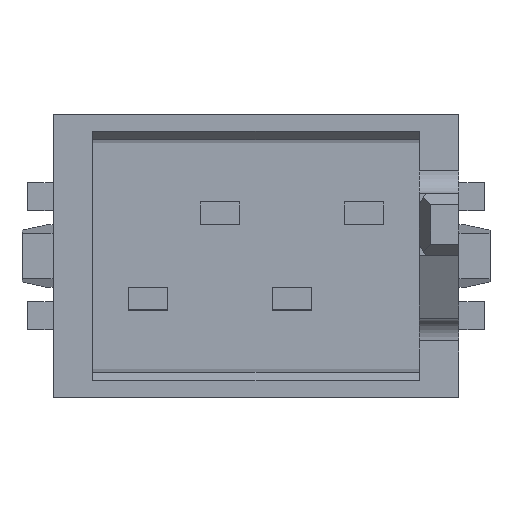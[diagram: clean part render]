
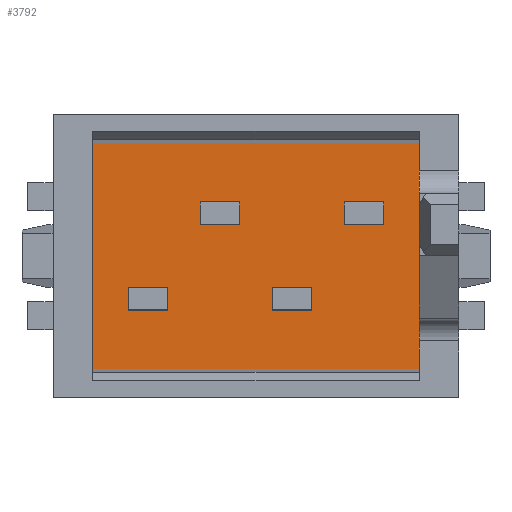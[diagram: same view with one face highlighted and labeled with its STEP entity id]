
A CAD part, top view. The second image highlights one B-rep face of the part: STEP entity #3792.
In plain terms, the highlighted planar face has unit normal (0, 0, 1).
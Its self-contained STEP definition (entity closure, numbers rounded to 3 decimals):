
#1014=DIRECTION('',(1.,0.,0.));
#1015=VECTOR('',#1014,5.76);
#1016=CARTESIAN_POINT('',(-2.88,-2.,-1.85));
#1017=LINE('',#1016,#1015);
#1018=DIRECTION('',(0.,-1.,0.));
#1019=VECTOR('',#1018,4.);
#1020=CARTESIAN_POINT('',(-2.88,2.,-1.85));
#1021=LINE('',#1020,#1019);
#1022=DIRECTION('',(1.,0.,0.));
#1023=VECTOR('',#1022,5.76);
#1024=CARTESIAN_POINT('',(-2.88,2.,-1.85));
#1025=LINE('',#1024,#1023);
#1026=DIRECTION('',(0.,1.,0.));
#1027=VECTOR('',#1026,4.);
#1028=CARTESIAN_POINT('',(2.88,-2.,-1.85));
#1029=LINE('',#1028,#1027);
#1030=DIRECTION('',(0.,-1.,0.));
#1031=VECTOR('',#1030,0.4);
#1032=CARTESIAN_POINT('',(1.555,0.953,-1.85));
#1033=LINE('',#1032,#1031);
#1034=DIRECTION('',(1.,0.,0.));
#1035=VECTOR('',#1034,0.7);
#1036=CARTESIAN_POINT('',(1.555,0.553,-1.85));
#1037=LINE('',#1036,#1035);
#1038=DIRECTION('',(0.,1.,0.));
#1039=VECTOR('',#1038,0.4);
#1040=CARTESIAN_POINT('',(2.255,0.553,-1.85));
#1041=LINE('',#1040,#1039);
#1042=DIRECTION('',(-1.,0.,0.));
#1043=VECTOR('',#1042,0.7);
#1044=CARTESIAN_POINT('',(2.255,0.953,-1.85));
#1045=LINE('',#1044,#1043);
#1046=DIRECTION('',(0.,-1.,0.));
#1047=VECTOR('',#1046,0.4);
#1048=CARTESIAN_POINT('',(0.285,-0.553,-1.85));
#1049=LINE('',#1048,#1047);
#1050=DIRECTION('',(1.,0.,0.));
#1051=VECTOR('',#1050,0.7);
#1052=CARTESIAN_POINT('',(0.285,-0.953,-1.85));
#1053=LINE('',#1052,#1051);
#1054=DIRECTION('',(0.,1.,0.));
#1055=VECTOR('',#1054,0.4);
#1056=CARTESIAN_POINT('',(0.985,-0.953,-1.85));
#1057=LINE('',#1056,#1055);
#1058=DIRECTION('',(-1.,0.,0.));
#1059=VECTOR('',#1058,0.7);
#1060=CARTESIAN_POINT('',(0.985,-0.553,-1.85));
#1061=LINE('',#1060,#1059);
#1062=DIRECTION('',(0.,-1.,0.));
#1063=VECTOR('',#1062,0.4);
#1064=CARTESIAN_POINT('',(-0.985,0.953,-1.85));
#1065=LINE('',#1064,#1063);
#1066=DIRECTION('',(1.,0.,0.));
#1067=VECTOR('',#1066,0.7);
#1068=CARTESIAN_POINT('',(-0.985,0.553,-1.85));
#1069=LINE('',#1068,#1067);
#1070=DIRECTION('',(0.,1.,0.));
#1071=VECTOR('',#1070,0.4);
#1072=CARTESIAN_POINT('',(-0.285,0.553,-1.85));
#1073=LINE('',#1072,#1071);
#1074=DIRECTION('',(-1.,0.,0.));
#1075=VECTOR('',#1074,0.7);
#1076=CARTESIAN_POINT('',(-0.285,0.953,-1.85));
#1077=LINE('',#1076,#1075);
#1078=DIRECTION('',(-1.,0.,0.));
#1079=VECTOR('',#1078,0.7);
#1080=CARTESIAN_POINT('',(-1.555,-0.553,-1.85));
#1081=LINE('',#1080,#1079);
#1082=DIRECTION('',(0.,-1.,0.));
#1083=VECTOR('',#1082,0.4);
#1084=CARTESIAN_POINT('',(-2.255,-0.553,-1.85));
#1085=LINE('',#1084,#1083);
#1086=DIRECTION('',(1.,0.,0.));
#1087=VECTOR('',#1086,0.7);
#1088=CARTESIAN_POINT('',(-2.255,-0.953,-1.85));
#1089=LINE('',#1088,#1087);
#1090=DIRECTION('',(0.,1.,0.));
#1091=VECTOR('',#1090,0.4);
#1092=CARTESIAN_POINT('',(-1.555,-0.953,-1.85));
#1093=LINE('',#1092,#1091);
#2296=CARTESIAN_POINT('',(1.555,0.953,-1.85));
#2297=CARTESIAN_POINT('',(1.555,0.553,-1.85));
#2298=VERTEX_POINT('',#2296);
#2299=VERTEX_POINT('',#2297);
#2300=CARTESIAN_POINT('',(2.255,0.553,-1.85));
#2301=CARTESIAN_POINT('',(2.255,0.953,-1.85));
#2302=VERTEX_POINT('',#2300);
#2303=VERTEX_POINT('',#2301);
#2312=CARTESIAN_POINT('',(0.285,-0.553,-1.85));
#2313=CARTESIAN_POINT('',(0.285,-0.953,-1.85));
#2314=VERTEX_POINT('',#2312);
#2315=VERTEX_POINT('',#2313);
#2316=CARTESIAN_POINT('',(0.985,-0.953,-1.85));
#2317=VERTEX_POINT('',#2316);
#2318=CARTESIAN_POINT('',(0.985,-0.553,-1.85));
#2319=VERTEX_POINT('',#2318);
#2472=CARTESIAN_POINT('',(-0.985,0.953,-1.85));
#2473=VERTEX_POINT('',#2472);
#2474=CARTESIAN_POINT('',(-0.285,0.953,-1.85));
#2475=VERTEX_POINT('',#2474);
#2476=CARTESIAN_POINT('',(-0.985,0.553,-1.85));
#2477=VERTEX_POINT('',#2476);
#2478=CARTESIAN_POINT('',(-0.285,0.553,-1.85));
#2479=VERTEX_POINT('',#2478);
#2544=CARTESIAN_POINT('',(-2.255,-0.953,-1.85));
#2545=VERTEX_POINT('',#2544);
#2546=CARTESIAN_POINT('',(-1.555,-0.953,-1.85));
#2547=VERTEX_POINT('',#2546);
#2548=CARTESIAN_POINT('',(-1.555,-0.553,-1.85));
#2549=VERTEX_POINT('',#2548);
#2550=CARTESIAN_POINT('',(-2.255,-0.553,-1.85));
#2551=VERTEX_POINT('',#2550);
#2552=CARTESIAN_POINT('',(-2.88,-2.,-1.85));
#2553=CARTESIAN_POINT('',(2.88,-2.,-1.85));
#2554=VERTEX_POINT('',#2552);
#2555=VERTEX_POINT('',#2553);
#2556=CARTESIAN_POINT('',(-2.88,2.,-1.85));
#2557=CARTESIAN_POINT('',(2.88,2.,-1.85));
#2558=VERTEX_POINT('',#2556);
#2559=VERTEX_POINT('',#2557);
#3740=CARTESIAN_POINT('',(0.,0.,-1.85));
#3741=DIRECTION('',(0.,0.,1.));
#3742=DIRECTION('',(1.,0.,0.));
#3743=AXIS2_PLACEMENT_3D('',#3740,#3741,#3742);
#3744=PLANE('',#3743);
#3746=ORIENTED_EDGE('',*,*,#3745,.F.);
#3747=ORIENTED_EDGE('',*,*,#3731,.F.);
#3748=ORIENTED_EDGE('',*,*,#3703,.T.);
#3749=ORIENTED_EDGE('',*,*,#3690,.F.);
#3750=EDGE_LOOP('',(#3746,#3747,#3748,#3749));
#3751=FACE_OUTER_BOUND('',#3750,.F.);
#3753=ORIENTED_EDGE('',*,*,#3752,.T.);
#3755=ORIENTED_EDGE('',*,*,#3754,.T.);
#3757=ORIENTED_EDGE('',*,*,#3756,.T.);
#3759=ORIENTED_EDGE('',*,*,#3758,.T.);
#3760=EDGE_LOOP('',(#3753,#3755,#3757,#3759));
#3761=FACE_BOUND('',#3760,.F.);
#3763=ORIENTED_EDGE('',*,*,#3762,.T.);
#3765=ORIENTED_EDGE('',*,*,#3764,.T.);
#3767=ORIENTED_EDGE('',*,*,#3766,.T.);
#3769=ORIENTED_EDGE('',*,*,#3768,.T.);
#3770=EDGE_LOOP('',(#3763,#3765,#3767,#3769));
#3771=FACE_BOUND('',#3770,.F.);
#3773=ORIENTED_EDGE('',*,*,#3772,.T.);
#3775=ORIENTED_EDGE('',*,*,#3774,.T.);
#3777=ORIENTED_EDGE('',*,*,#3776,.T.);
#3779=ORIENTED_EDGE('',*,*,#3778,.T.);
#3780=EDGE_LOOP('',(#3773,#3775,#3777,#3779));
#3781=FACE_BOUND('',#3780,.F.);
#3783=ORIENTED_EDGE('',*,*,#3782,.T.);
#3785=ORIENTED_EDGE('',*,*,#3784,.T.);
#3787=ORIENTED_EDGE('',*,*,#3786,.T.);
#3789=ORIENTED_EDGE('',*,*,#3788,.T.);
#3790=EDGE_LOOP('',(#3783,#3785,#3787,#3789));
#3791=FACE_BOUND('',#3790,.F.);
#3690=EDGE_CURVE('',#2555,#2559,#1029,.T.);
#3703=EDGE_CURVE('',#2558,#2559,#1025,.T.);
#3731=EDGE_CURVE('',#2558,#2554,#1021,.T.);
#3745=EDGE_CURVE('',#2554,#2555,#1017,.T.);
#3752=EDGE_CURVE('',#2298,#2299,#1033,.T.);
#3754=EDGE_CURVE('',#2299,#2302,#1037,.T.);
#3756=EDGE_CURVE('',#2302,#2303,#1041,.T.);
#3758=EDGE_CURVE('',#2303,#2298,#1045,.T.);
#3762=EDGE_CURVE('',#2314,#2315,#1049,.T.);
#3764=EDGE_CURVE('',#2315,#2317,#1053,.T.);
#3766=EDGE_CURVE('',#2317,#2319,#1057,.T.);
#3768=EDGE_CURVE('',#2319,#2314,#1061,.T.);
#3772=EDGE_CURVE('',#2473,#2477,#1065,.T.);
#3774=EDGE_CURVE('',#2477,#2479,#1069,.T.);
#3776=EDGE_CURVE('',#2479,#2475,#1073,.T.);
#3778=EDGE_CURVE('',#2475,#2473,#1077,.T.);
#3782=EDGE_CURVE('',#2549,#2551,#1081,.T.);
#3784=EDGE_CURVE('',#2551,#2545,#1085,.T.);
#3786=EDGE_CURVE('',#2545,#2547,#1089,.T.);
#3788=EDGE_CURVE('',#2547,#2549,#1093,.T.);
#3792=ADVANCED_FACE('',(#3751,#3761,#3771,#3781,#3791),#3744,.T.);
